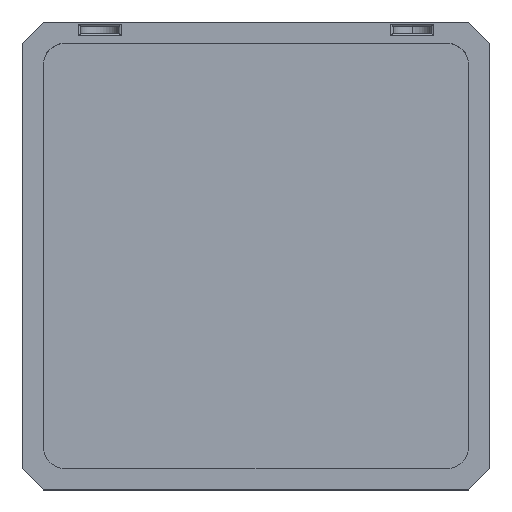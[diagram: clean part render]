
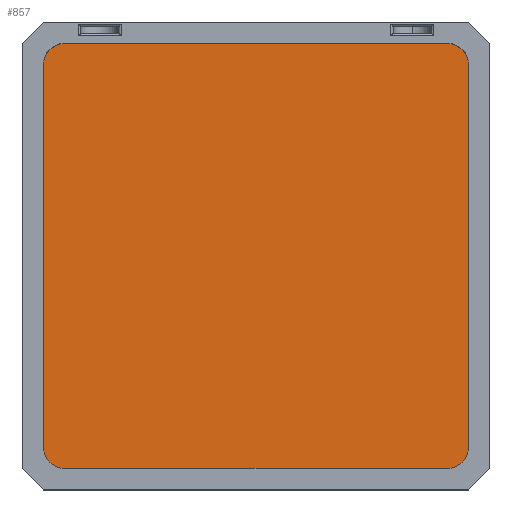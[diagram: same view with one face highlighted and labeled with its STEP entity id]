
A CAD part, top view. The second image highlights one B-rep face of the part: STEP entity #857.
In plain terms, the highlighted planar face has unit normal (0, 0, 1).
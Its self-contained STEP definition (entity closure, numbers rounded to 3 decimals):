
#82=CARTESIAN_POINT('',(89.,157.,1.));
#83=VERTEX_POINT('',#82);
#90=CARTESIAN_POINT('',(179.,157.,1.));
#91=VERTEX_POINT('',#90);
#92=CARTESIAN_POINT('',(179.,157.,1.));
#93=DIRECTION('',(-1.,0.,0.));
#94=VECTOR('',#93,90.);
#95=LINE('',#92,#94);
#96=EDGE_CURVE('',#91,#83,#95,.T.);
#326=CARTESIAN_POINT('',(179.,57.,1.));
#327=VERTEX_POINT('',#326);
#334=CARTESIAN_POINT('',(89.,57.,1.));
#335=VERTEX_POINT('',#334);
#336=CARTESIAN_POINT('',(89.,57.,1.));
#337=DIRECTION('',(1.,0.,-0.));
#338=VECTOR('',#337,90.);
#339=LINE('',#336,#338);
#340=EDGE_CURVE('',#335,#327,#339,.T.);
#762=CARTESIAN_POINT('',(184.,152.,1.));
#763=VERTEX_POINT('',#762);
#770=CARTESIAN_POINT('',(184.,62.,1.));
#771=VERTEX_POINT('',#770);
#772=CARTESIAN_POINT('',(184.,62.,1.));
#773=DIRECTION('',(0.,1.,0.));
#774=VECTOR('',#773,90.);
#775=LINE('',#772,#774);
#776=EDGE_CURVE('',#771,#763,#775,.T.);
#793=CARTESIAN_POINT('',(84.,62.,1.));
#794=VERTEX_POINT('',#793);
#801=CARTESIAN_POINT('',(84.,152.,1.));
#802=VERTEX_POINT('',#801);
#803=CARTESIAN_POINT('',(84.,152.,1.));
#804=DIRECTION('',(0.,-1.,0.));
#805=VECTOR('',#804,90.);
#806=LINE('',#803,#805);
#807=EDGE_CURVE('',#802,#794,#806,.T.);
#818=CARTESIAN_POINT('',(79.,52.,1.));
#819=DIRECTION('',(0.,0.,1.));
#820=DIRECTION('',(1.,0.,0.));
#821=AXIS2_PLACEMENT_3D('',#818,#819,#820);
#822=PLANE('',#821);
#823=ORIENTED_EDGE('',*,*,#340,.T.);
#824=CARTESIAN_POINT('',(179.,62.,1.));
#825=DIRECTION('',(0.,0.,1.));
#826=DIRECTION('',(1.,0.,-0.));
#827=AXIS2_PLACEMENT_3D('',#824,#825,#826);
#828=CIRCLE('',#827,5.);
#829=EDGE_CURVE('',#327,#771,#828,.T.);
#830=ORIENTED_EDGE('',*,*,#829,.T.);
#831=ORIENTED_EDGE('',*,*,#776,.T.);
#832=CARTESIAN_POINT('',(179.,152.,1.));
#833=DIRECTION('',(0.,0.,1.));
#834=DIRECTION('',(1.,0.,-0.));
#835=AXIS2_PLACEMENT_3D('',#832,#833,#834);
#836=CIRCLE('',#835,5.);
#837=EDGE_CURVE('',#763,#91,#836,.T.);
#838=ORIENTED_EDGE('',*,*,#837,.T.);
#839=ORIENTED_EDGE('',*,*,#96,.T.);
#840=CARTESIAN_POINT('',(89.,152.,1.));
#841=DIRECTION('',(0.,0.,1.));
#842=DIRECTION('',(1.,0.,-0.));
#843=AXIS2_PLACEMENT_3D('',#840,#841,#842);
#844=CIRCLE('',#843,5.);
#845=EDGE_CURVE('',#83,#802,#844,.T.);
#846=ORIENTED_EDGE('',*,*,#845,.T.);
#847=ORIENTED_EDGE('',*,*,#807,.T.);
#848=CARTESIAN_POINT('',(89.,62.,1.));
#849=DIRECTION('',(0.,0.,1.));
#850=DIRECTION('',(1.,0.,-0.));
#851=AXIS2_PLACEMENT_3D('',#848,#849,#850);
#852=CIRCLE('',#851,5.);
#853=EDGE_CURVE('',#794,#335,#852,.T.);
#854=ORIENTED_EDGE('',*,*,#853,.T.);
#855=EDGE_LOOP('',(#823,#830,#831,#838,#839,#846,#847,#854));
#856=FACE_BOUND('',#855,.T.);
#857=ADVANCED_FACE('',(#856),#822,.T.);
